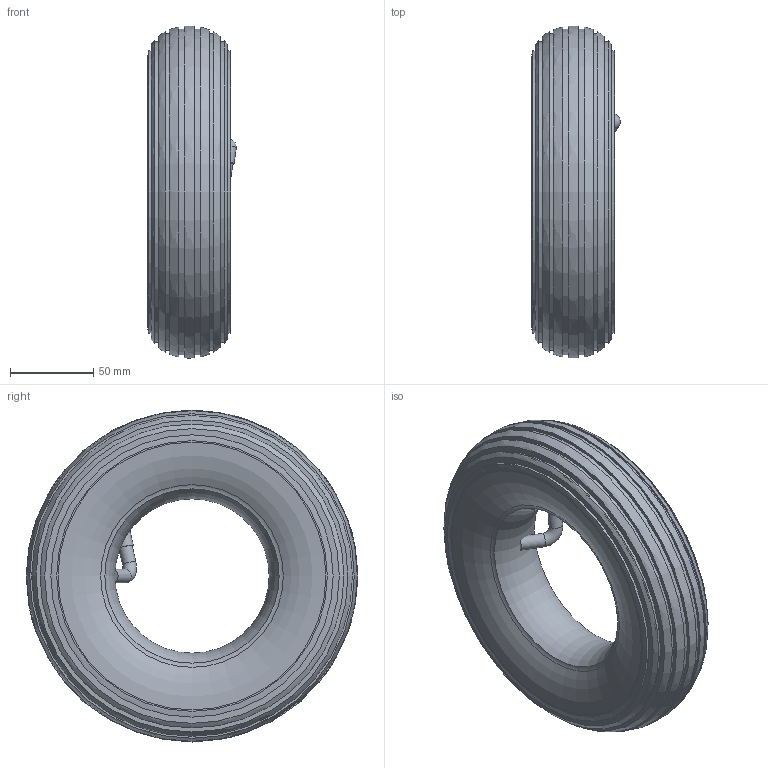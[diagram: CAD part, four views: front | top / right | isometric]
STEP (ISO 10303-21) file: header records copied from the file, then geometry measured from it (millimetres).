
FILE_DESCRIPTION (( 'STEP AP214' ), '1' );
FILE_NAME ('0035501_DS1-200-050-VS2-PR4.step', '2018-05-28T12:50:30', ( '' ), ( '' ), 'SwSTEP 2.0', 'SolidWorks 2018', '' );
FILE_SCHEMA (( 'AUTOMOTIVE_DESIGN' ));
Length unit declared in the file: millimetre
Products named in the file (3): DS1-200-050-VS2-PR4_Decke-PR4; 0035501_DS1-200-050-VS2-PR4; DS1-200-050-VS2-PR4_Ventil-VS2-90-30
Assembly tree (2 placements, depth 2):
  0035501_DS1-200-050-VS2-PR4
    DS1-200-050-VS2-PR4_Decke-PR4
    DS1-200-050-VS2-PR4_Ventil-VS2-90-30
Bounding box: 53.25 x 199.97 x 199.99 mm (x, y, z)
Volume: 164534 mm3; surface area: 161245 mm2
Topology: 3 solids, 3 shells, 55 faces, 96 edges, 61 vertices
Faces by surface type: plane 20, bspline 12, torus 11, cylinder 11, sphere 1
Full cylindrical faces by diameter (mm): 8.2 x2, 9.7 x1, 170 x2, 181 x2, 191 x2, 196 x2
Entity records: 1582 total; most frequent: CARTESIAN_POINT 555, DIRECTION 204, EDGE_LOOP 108, ORIENTED_EDGE 108, AXIS2_PLACEMENT_3D 102, FACE_OUTER_BOUND 89, ADVANCED_FACE 55, CIRCLE 54
